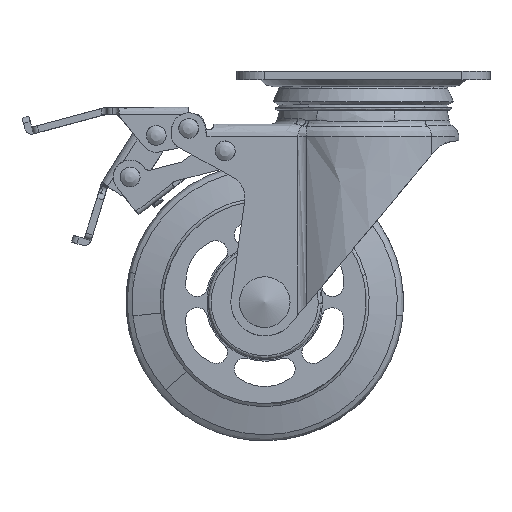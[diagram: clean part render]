
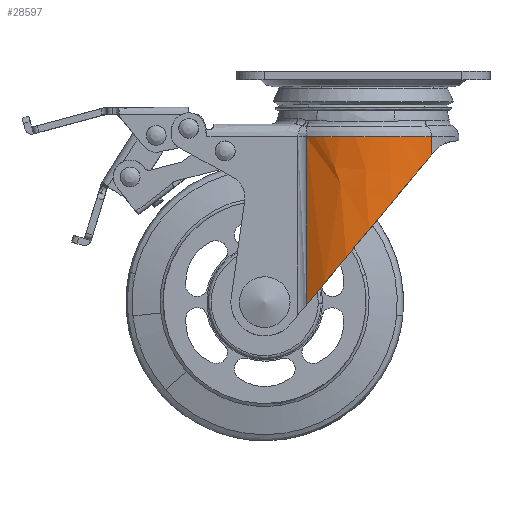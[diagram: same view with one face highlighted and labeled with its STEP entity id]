
A CAD part, front view. The second image highlights one B-rep face of the part: STEP entity #28597.
In plain terms, the highlighted free-form (B-spline) face has degree [1, 2] with [2, 3] control points.
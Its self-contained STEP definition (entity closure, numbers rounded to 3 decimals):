
#25474=CARTESIAN_POINT('',(14.7,-26.444,58.7));
#25475=VERTEX_POINT('',#25474);
#25556=CARTESIAN_POINT('',(14.7,-26.444,-1.108));
#25557=VERTEX_POINT('',#25556);
#25573=CARTESIAN_POINT('',(14.7,-26.444,58.7));
#25574=CARTESIAN_POINT('',(14.7,-26.444,-1.108));
#25575=QUASI_UNIFORM_CURVE('',1,(#25573,#25574),.UNSPECIFIED.,.F.,.U.);
#25576=EDGE_CURVE('',#25475,#25557,#25575,.T.);
#27785=CARTESIAN_POINT('',(59.179,-23.193,52.236));
#27786=VERTEX_POINT('',#27785);
#27794=CARTESIAN_POINT('',(14.7,-26.444,-1.108));
#27795=CARTESIAN_POINT('',(38.302,-43.463,27.198));
#27796=CARTESIAN_POINT('',(59.179,-23.193,52.236));
#27804=(BOUNDED_CURVE()B_SPLINE_CURVE(2,(#27794,#27795,#27796),.UNSPECIFIED.,.F.,.U.)CURVE()GEOMETRIC_REPRESENTATION_ITEM()QUASI_UNIFORM_CURVE()RATIONAL_B_SPLINE_CURVE((1.0,0.766,1.0))REPRESENTATION_ITEM(''));
#27805=EDGE_CURVE('',#25557,#27786,#27804,.T.);
#28556=CARTESIAN_POINT('',(60.242,-22.114,-2.604));
#28557=CARTESIAN_POINT('',(60.242,-22.114,60.233));
#28558=CARTESIAN_POINT('',(38.412,-45.244,-2.604));
#28559=CARTESIAN_POINT('',(38.412,-45.244,60.233));
#28560=CARTESIAN_POINT('',(13.468,-25.514,-2.604));
#28561=CARTESIAN_POINT('',(13.468,-25.514,60.233));
#28569=(BOUNDED_SURFACE()B_SPLINE_SURFACE(1,2,((#28556,#28558,#28560),(#28557,#28559,#28561)),.UNSPECIFIED.,.F.,.F.,.U.)B_SPLINE_SURFACE_WITH_KNOTS((2,2),(3,3),(0.0,62.836),(0.0,53.989),.UNSPECIFIED.)GEOMETRIC_REPRESENTATION_ITEM()RATIONAL_B_SPLINE_SURFACE(((1.0,0.737,1.0),(1.0,0.737,1.0)))REPRESENTATION_ITEM('')SURFACE());
#28570=CARTESIAN_POINT('',(59.179,-23.193,58.7));
#28571=VERTEX_POINT('',#28570);
#28572=CARTESIAN_POINT('',(59.179,-23.193,58.7));
#28573=CARTESIAN_POINT('',(58.048,-24.291,58.7));
#28574=CARTESIAN_POINT('',(55.346,-26.578,58.7));
#28575=CARTESIAN_POINT('',(50.868,-29.324,58.7));
#28576=CARTESIAN_POINT('',(46.485,-31.135,58.7));
#28577=CARTESIAN_POINT('',(42.228,-32.322,58.7));
#28578=CARTESIAN_POINT('',(37.98,-32.984,58.7));
#28579=CARTESIAN_POINT('',(33.556,-33.054,58.7));
#28580=CARTESIAN_POINT('',(29.536,-32.634,58.7));
#28581=CARTESIAN_POINT('',(25.089,-31.684,58.7));
#28582=CARTESIAN_POINT('',(19.983,-29.791,58.7));
#28583=CARTESIAN_POINT('',(16.388,-27.662,58.7));
#28584=CARTESIAN_POINT('',(14.7,-26.444,58.7));
#28585=B_SPLINE_CURVE_WITH_KNOTS('',3,(#28572,#28573,#28574,#28575,#28576,#28577,#28578,#28579,#28580,#28581,#28582,#28583,#28584),.UNSPECIFIED.,.F.,.U.,(4,1,1,1,1,1,1,1,1,1,4),(0.,4.73,10.595,15.703,18.919,23.838,28.568,32.162,35.946,42.189,48.432),.UNSPECIFIED.);
#28586=EDGE_CURVE('',#28571,#25475,#28585,.T.);
#28587=ORIENTED_EDGE('',*,*,#28586,.T.);
#28588=ORIENTED_EDGE('',*,*,#25576,.T.);
#28589=ORIENTED_EDGE('',*,*,#27805,.T.);
#28590=CARTESIAN_POINT('',(59.179,-23.193,52.236));
#28591=CARTESIAN_POINT('',(59.179,-23.193,58.7));
#28592=QUASI_UNIFORM_CURVE('',1,(#28590,#28591),.UNSPECIFIED.,.F.,.U.);
#28593=EDGE_CURVE('',#27786,#28571,#28592,.T.);
#28594=ORIENTED_EDGE('',*,*,#28593,.T.);
#28595=EDGE_LOOP('',(#28587,#28588,#28589,#28594));
#28596=FACE_OUTER_BOUND('',#28595,.T.);
#28597=ADVANCED_FACE('',(#28596),#28569,.T.);
